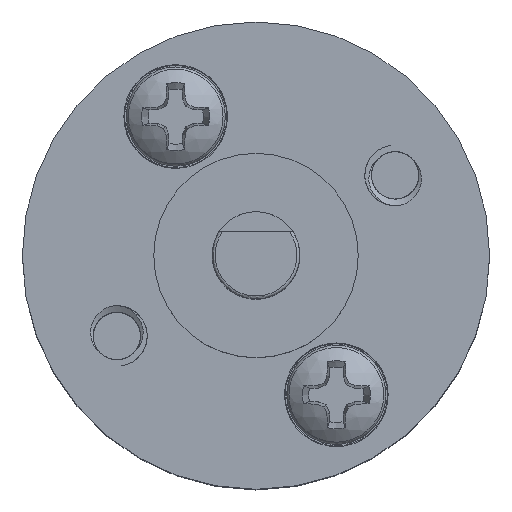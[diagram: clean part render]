
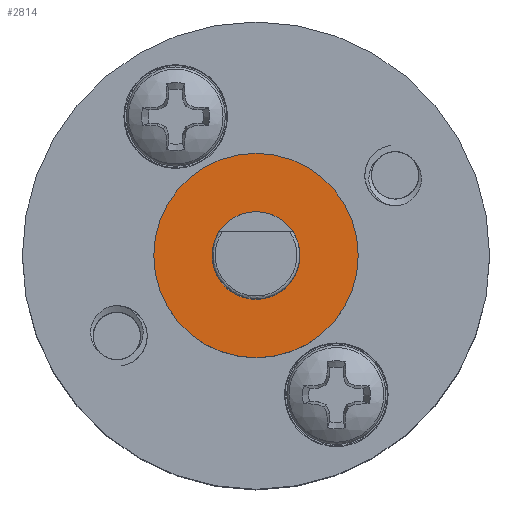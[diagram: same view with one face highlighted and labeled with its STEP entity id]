
A CAD part, top view. The second image highlights one B-rep face of the part: STEP entity #2814.
In plain terms, the highlighted planar face has unit normal (0, 0, 1).
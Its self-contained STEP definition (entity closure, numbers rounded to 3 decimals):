
#37=FACE_BOUND('',#871,.T.);
#705=FACE_OUTER_BOUND('',#870,.T.);
#870=EDGE_LOOP('',(#2048));
#871=EDGE_LOOP('',(#2049));
#1033=CIRCLE('',#3027,3.5);
#1034=CIRCLE('',#3028,1.5);
#1219=VERTEX_POINT('',#6165);
#1220=VERTEX_POINT('',#6167);
#1533=EDGE_CURVE('',#1219,#1219,#1033,.T.);
#1534=EDGE_CURVE('',#1220,#1220,#1034,.T.);
#2048=ORIENTED_EDGE('',*,*,#1533,.T.);
#2049=ORIENTED_EDGE('',*,*,#1534,.T.);
#2692=PLANE('',#3026);
#2814=ADVANCED_FACE('',(#705,#37),#2692,.T.);
#3026=AXIS2_PLACEMENT_3D('',#6164,#3422,#3423);
#3027=AXIS2_PLACEMENT_3D('',#6166,#3424,#3425);
#3028=AXIS2_PLACEMENT_3D('',#6168,#3426,#3427);
#3422=DIRECTION('center_axis',(0.,0.,1.));
#3423=DIRECTION('ref_axis',(1.,0.,0.));
#3424=DIRECTION('center_axis',(0.,0.,1.));
#3425=DIRECTION('ref_axis',(-1.,0.,0.));
#3426=DIRECTION('center_axis',(0.,0.,-1.));
#3427=DIRECTION('ref_axis',(-1.,0.,0.));
#6164=CARTESIAN_POINT('Origin',(0.,0.,2.));
#6165=CARTESIAN_POINT('',(3.5,0.,2.));
#6166=CARTESIAN_POINT('Origin',(0.,0.,2.));
#6167=CARTESIAN_POINT('',(1.5,0.,2.));
#6168=CARTESIAN_POINT('Origin',(0.,0.,2.));
